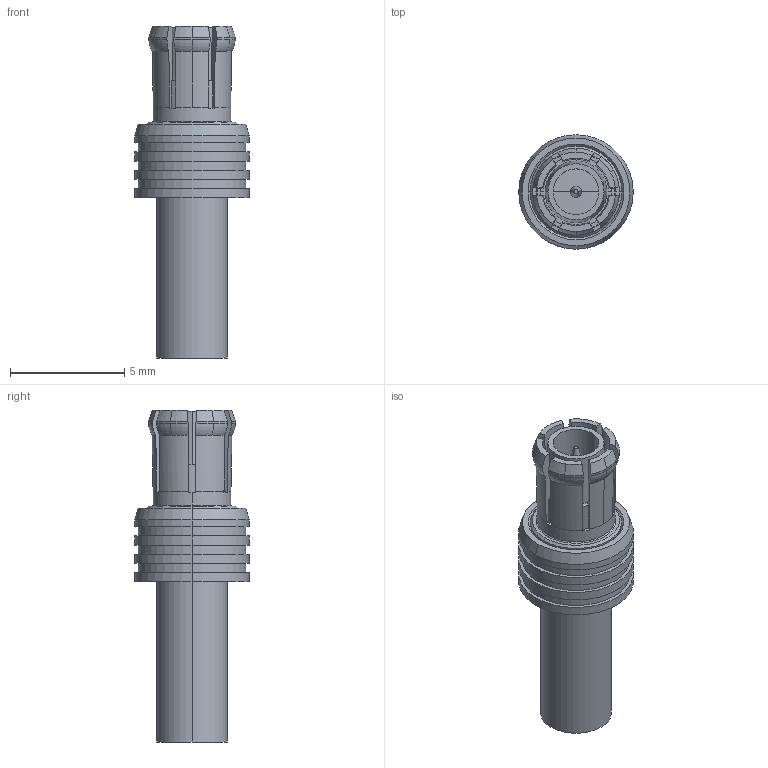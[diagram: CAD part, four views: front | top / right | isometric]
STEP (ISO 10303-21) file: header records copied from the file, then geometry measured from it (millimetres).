
FILE_DESCRIPTION (( 'STEP AP214' ), '1' );
FILE_NAME ('J01270A0151.STEP', '2013-04-25T11:57:57', ( 'Wartung1' ), ( '' ), 'SwSTEP 2.0', 'SolidWorks 2012', '' );
FILE_SCHEMA (( 'AUTOMOTIVE_DESIGN' ));
Length unit declared in the file: millimetre
Products named in the file (1): J01270A0151
Bounding box: 5 x 5 x 14.5 mm (x, y, z)
Volume: 125.4 mm3; surface area: 324.6 mm2
Topology: 1 solids, 1 shells, 156 faces, 392 edges, 251 vertices
Faces by surface type: cylinder 57, plane 57, cone 28, torus 14
Entity records: 6367 total; most frequent: CARTESIAN_POINT 1008, DIRECTION 811, ORIENTED_EDGE 784, EDGE_CURVE 392, AXIS2_PLACEMENT_3D 324, VERTEX_POINT 251, EDGE_LOOP 169, CIRCLE 167
